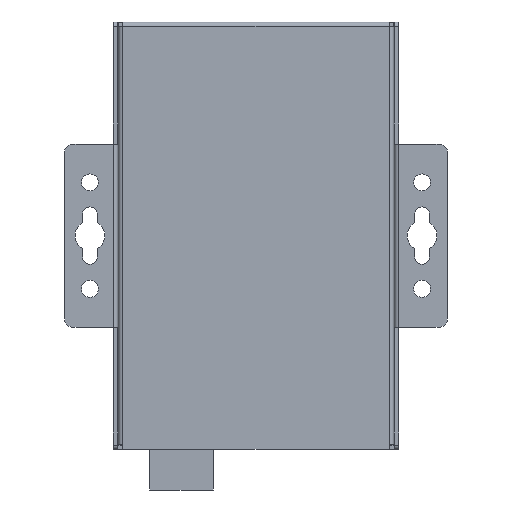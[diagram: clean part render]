
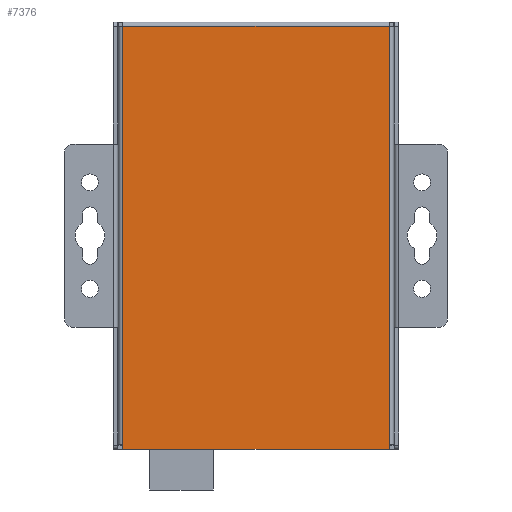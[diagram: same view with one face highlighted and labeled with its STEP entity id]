
A CAD part, front view. The second image highlights one B-rep face of the part: STEP entity #7376.
In plain terms, the highlighted planar face has unit normal (0, -1, 0).
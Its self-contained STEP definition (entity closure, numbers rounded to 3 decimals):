
#1738=DIRECTION('',(0.,0.,-1.));
#1739=VECTOR('',#1738,1.15);
#1740=CARTESIAN_POINT('',(31.35,2.,-48.55));
#1741=LINE('',#1740,#1739);
#1742=DIRECTION('',(1.,0.,0.));
#1743=VECTOR('',#1742,62.7);
#1744=CARTESIAN_POINT('',(-31.35,2.,-49.7));
#1745=LINE('',#1744,#1743);
#1746=DIRECTION('',(0.,0.,-1.));
#1747=VECTOR('',#1746,1.15);
#1748=CARTESIAN_POINT('',(-31.35,2.,-48.55));
#1749=LINE('',#1748,#1747);
#1754=DIRECTION('',(0.,0.,-1.));
#1755=VECTOR('',#1754,98.25);
#1756=CARTESIAN_POINT('',(31.35,2.,49.7));
#1757=LINE('',#1756,#1755);
#3479=DIRECTION('',(1.,0.,0.));
#3480=VECTOR('',#3479,62.7);
#3481=CARTESIAN_POINT('',(-31.35,2.,49.7));
#3482=LINE('',#3481,#3480);
#3521=DIRECTION('',(0.,0.,1.));
#3522=VECTOR('',#3521,98.25);
#3523=CARTESIAN_POINT('',(-31.35,2.,-48.55));
#3524=LINE('',#3523,#3522);
#4129=CARTESIAN_POINT('',(31.35,2.,-48.55));
#4130=VERTEX_POINT('',#4129);
#4131=CARTESIAN_POINT('',(-31.35,2.,49.7));
#4132=VERTEX_POINT('',#4131);
#4133=CARTESIAN_POINT('',(31.35,2.,49.7));
#4134=VERTEX_POINT('',#4133);
#4143=CARTESIAN_POINT('',(31.35,2.,-49.7));
#4144=VERTEX_POINT('',#4143);
#4167=CARTESIAN_POINT('',(-31.35,2.,-48.55));
#4168=VERTEX_POINT('',#4167);
#4169=CARTESIAN_POINT('',(-31.35,2.,-49.7));
#4170=VERTEX_POINT('',#4169);
#7359=CARTESIAN_POINT('',(0.,2.,0.5));
#7360=DIRECTION('',(0.,1.,0.));
#7361=DIRECTION('',(-1.,0.,0.));
#7362=AXIS2_PLACEMENT_3D('',#7359,#7360,#7361);
#7363=PLANE('',#7362);
#7365=ORIENTED_EDGE('',*,*,#7364,.T.);
#7366=ORIENTED_EDGE('',*,*,#7350,.T.);
#7367=ORIENTED_EDGE('',*,*,#4793,.F.);
#7369=ORIENTED_EDGE('',*,*,#7368,.F.);
#7371=ORIENTED_EDGE('',*,*,#7370,.T.);
#7373=ORIENTED_EDGE('',*,*,#7372,.T.);
#7374=EDGE_LOOP('',(#7365,#7366,#7367,#7369,#7371,#7373));
#7375=FACE_OUTER_BOUND('',#7374,.F.);
#7376=ADVANCED_FACE('',(#7375),#7363,.F.);
#4793=EDGE_CURVE('',#4170,#4144,#1745,.T.);
#7350=EDGE_CURVE('',#4130,#4144,#1741,.T.);
#7364=EDGE_CURVE('',#4134,#4130,#1757,.T.);
#7368=EDGE_CURVE('',#4168,#4170,#1749,.T.);
#7370=EDGE_CURVE('',#4168,#4132,#3524,.T.);
#7372=EDGE_CURVE('',#4132,#4134,#3482,.T.);
